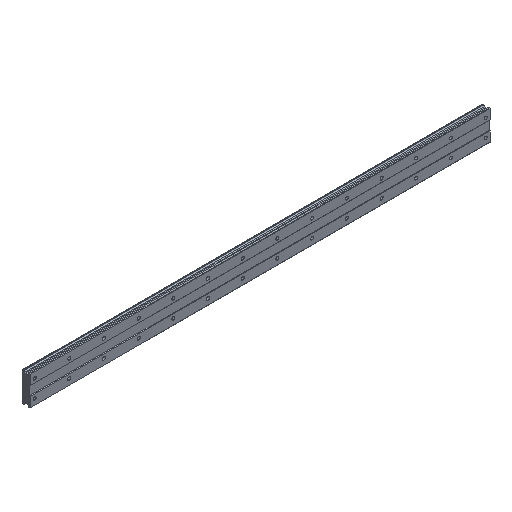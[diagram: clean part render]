
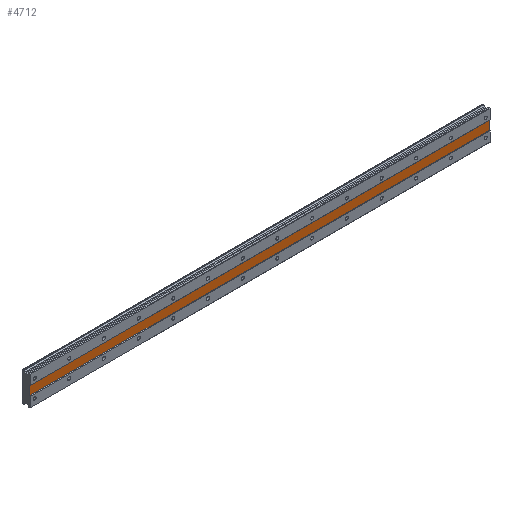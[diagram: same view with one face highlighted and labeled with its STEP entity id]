
A CAD part, isometric view. The second image highlights one B-rep face of the part: STEP entity #4712.
In plain terms, the highlighted planar face has unit normal (0, -1, 0).
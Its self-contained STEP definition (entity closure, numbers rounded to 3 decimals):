
#95 = DIRECTION ( 'NONE',  ( 0., 0., -1. ) ) ;
#475 = DIRECTION ( 'NONE',  ( 0., 0., -1. ) ) ;
#638 = CARTESIAN_POINT ( 'NONE',  ( 1050., 1., 10. ) ) ;
#773 = VERTEX_POINT ( 'NONE', #4459 ) ;
#882 = EDGE_CURVE ( 'NONE', #773, #5134, #4250, .T. ) ;
#893 = CARTESIAN_POINT ( 'NONE',  ( 1050., 1., 34.482 ) ) ;
#1117 = VECTOR ( 'NONE', #3604, 1000. ) ;
#1599 = LINE ( 'NONE', #3647, #4732 ) ;
#1923 = VECTOR ( 'NONE', #475, 1000. ) ;
#1934 = DIRECTION ( 'NONE',  ( 0., 0., 1. ) ) ;
#2253 = AXIS2_PLACEMENT_3D ( 'NONE', #638, #3632, #1934 ) ;
#2390 = PLANE ( 'NONE',  #2253 ) ;
#2683 = ORIENTED_EDGE ( 'NONE', *, *, #882, .T. ) ;
#2968 = VERTEX_POINT ( 'NONE', #3752 ) ;
#3017 = CARTESIAN_POINT ( 'NONE',  ( -10., 1., 34.482 ) ) ;
#3260 = VECTOR ( 'NONE', #95, 1000. ) ;
#3302 = EDGE_CURVE ( 'NONE', #773, #5311, #1599, .T. ) ;
#3311 = ORIENTED_EDGE ( 'NONE', *, *, #3452, .F. ) ;
#3371 = LINE ( 'NONE', #893, #3260 ) ;
#3452 = EDGE_CURVE ( 'NONE', #5311, #2968, #3371, .T. ) ;
#3572 = CARTESIAN_POINT ( 'NONE',  ( -10., 1., -10. ) ) ;
#3604 = DIRECTION ( 'NONE',  ( 1., 0., 0. ) ) ;
#3632 = DIRECTION ( 'NONE',  ( 0., 1., 0. ) ) ;
#3647 = CARTESIAN_POINT ( 'NONE',  ( 1050., 1., 10. ) ) ;
#3752 = CARTESIAN_POINT ( 'NONE',  ( 1050., 1., -10. ) ) ;
#4250 = LINE ( 'NONE', #3017, #1923 ) ;
#4459 = CARTESIAN_POINT ( 'NONE',  ( -10., 1., 10. ) ) ;
#4712 = ADVANCED_FACE ( 'NONE', ( #4897 ), #2390, .F. ) ;
#4715 = EDGE_LOOP ( 'NONE', ( #5122, #3311, #4958, #2683 ) ) ;
#4726 = EDGE_CURVE ( 'NONE', #5134, #2968, #5280, .T. ) ;
#4732 = VECTOR ( 'NONE', #5354, 1000. ) ;
#4896 = CARTESIAN_POINT ( 'NONE',  ( 1050., 1., 10. ) ) ;
#4897 = FACE_OUTER_BOUND ( 'NONE', #4715, .T. ) ;
#4958 = ORIENTED_EDGE ( 'NONE', *, *, #3302, .F. ) ;
#5122 = ORIENTED_EDGE ( 'NONE', *, *, #4726, .T. ) ;
#5134 = VERTEX_POINT ( 'NONE', #3572 ) ;
#5221 = CARTESIAN_POINT ( 'NONE',  ( 1050., 1., -10. ) ) ;
#5280 = LINE ( 'NONE', #5221, #1117 ) ;
#5311 = VERTEX_POINT ( 'NONE', #4896 ) ;
#5354 = DIRECTION ( 'NONE',  ( 1., 0., 0. ) ) ;
